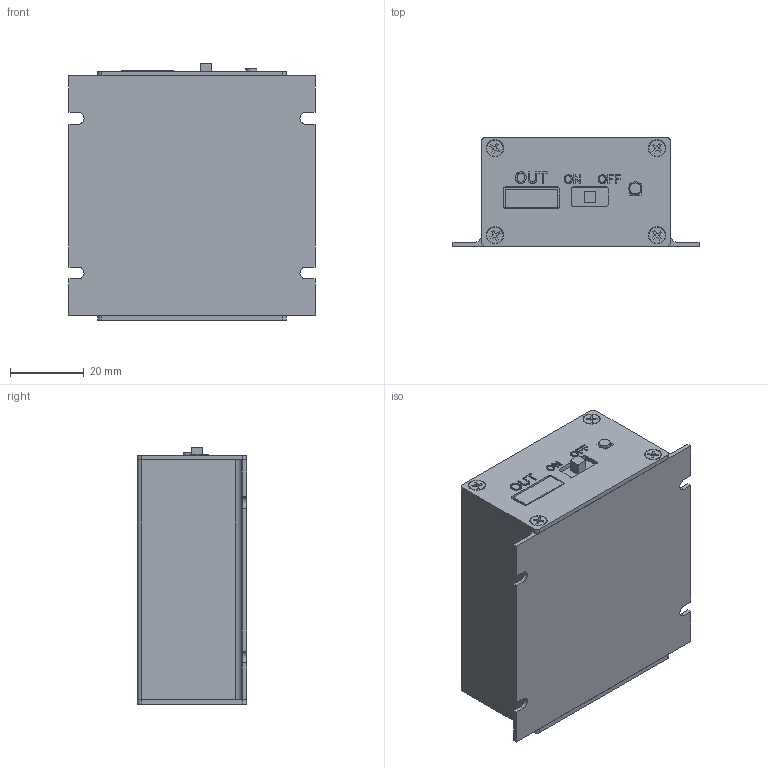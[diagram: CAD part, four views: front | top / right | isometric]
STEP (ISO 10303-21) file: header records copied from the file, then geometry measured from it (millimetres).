
FILE_DESCRIPTION (( 'STEP AP203' ), '1' );
FILE_NAME ('PGS5諷秶碟.STEP', '2021-07-21T08:22:19', ( 'yons' ), ( '' ), 'SwSTEP 2.0', 'SolidWorks 2016', '' );
FILE_SCHEMA (( 'CONFIG_CONTROL_DESIGN' ));
Length unit declared in the file: millimetre
Products named in the file (2): PGS5諷秶碟
Bounding box: 66.8 x 29.6 x 69.7 mm (x, y, z)
Volume: 101243.1 mm3; surface area: 22909.3 mm2
Topology: 3 solids, 3 shells, 1002 faces, 2693 edges, 1796 vertices
Faces by surface type: plane 668, bspline 236, cylinder 82, cone 16
Full cylindrical faces by diameter (mm): 2.7 x8, 3 x1, 3.6 x1, 4.4 x8
Entity records: 39168 total; most frequent: CARTESIAN_POINT 15523, ORIENTED_EDGE 5282, DIRECTION 3885, EDGE_CURVE 2641, LINE 1989, VECTOR 1989, VERTEX_POINT 1778, EDGE_LOOP 1159
